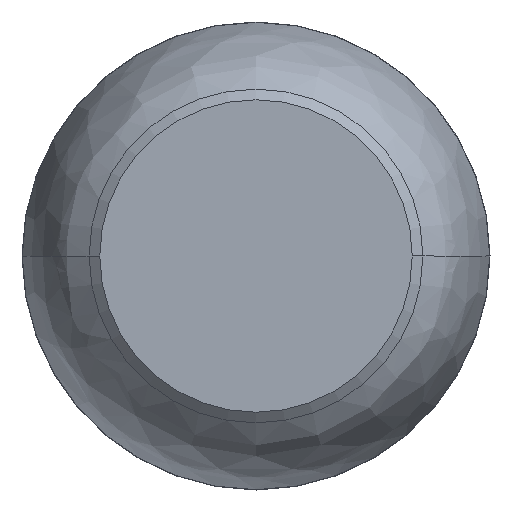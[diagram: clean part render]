
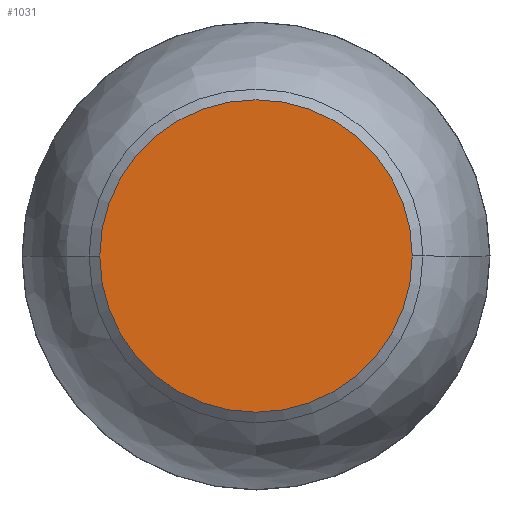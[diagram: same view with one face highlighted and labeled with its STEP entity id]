
A CAD part, front view. The second image highlights one B-rep face of the part: STEP entity #1031.
In plain terms, the highlighted planar face has unit normal (0, -1, 0).
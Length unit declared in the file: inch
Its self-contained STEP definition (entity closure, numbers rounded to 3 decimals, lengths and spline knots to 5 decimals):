
#77 = DIRECTION ( 'NONE',  ( 0., -1., 0. ) ) ;
#133 = AXIS2_PLACEMENT_3D ( 'NONE', #138, #559, #802 ) ;
#138 = CARTESIAN_POINT ( 'NONE',  ( 0., 0.08622, 0. ) ) ;
#150 = DIRECTION ( 'NONE',  ( 1., 0., 0. ) ) ;
#161 = CARTESIAN_POINT ( 'NONE',  ( 0.79885, 0.08622, 0. ) ) ;
#180 = CARTESIAN_POINT ( 'NONE',  ( -0.79885, 0.08622, 0. ) ) ;
#301 = AXIS2_PLACEMENT_3D ( 'NONE', #824, #503, #429 ) ;
#327 = EDGE_CURVE ( 'NONE', #542, #680, #666, .T. ) ;
#413 = CIRCLE ( 'NONE', #859, 0.79885 ) ;
#429 = DIRECTION ( 'NONE',  ( 1., 0., 0. ) ) ;
#455 = EDGE_LOOP ( 'NONE', ( #935, #936 ) ) ;
#503 = DIRECTION ( 'NONE',  ( 0., -1., 0. ) ) ;
#542 = VERTEX_POINT ( 'NONE', #161 ) ;
#559 = DIRECTION ( 'NONE',  ( 0., -1., 0. ) ) ;
#647 = CARTESIAN_POINT ( 'NONE',  ( 0., 0.08622, 0. ) ) ;
#666 = CIRCLE ( 'NONE', #133, 0.79885 ) ;
#680 = VERTEX_POINT ( 'NONE', #180 ) ;
#802 = DIRECTION ( 'NONE',  ( 1., 0., 0. ) ) ;
#824 = CARTESIAN_POINT ( 'NONE',  ( 0., 0.08622, 0. ) ) ;
#859 = AXIS2_PLACEMENT_3D ( 'NONE', #647, #77, #150 ) ;
#935 = ORIENTED_EDGE ( 'NONE', *, *, #983, .T. ) ;
#936 = ORIENTED_EDGE ( 'NONE', *, *, #327, .T. ) ;
#983 = EDGE_CURVE ( 'NONE', #680, #542, #413, .T. ) ;
#1031 = ADVANCED_FACE ( 'NONE', ( #1061 ), #1073, .T. ) ;
#1061 = FACE_OUTER_BOUND ( 'NONE', #455, .T. ) ;
#1073 = PLANE ( 'NONE',  #301 ) ;
